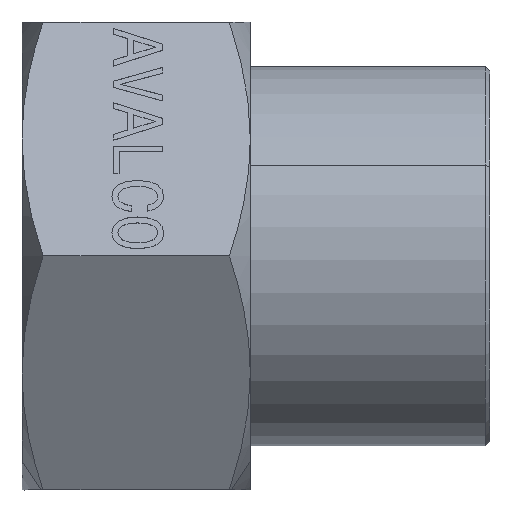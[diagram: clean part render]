
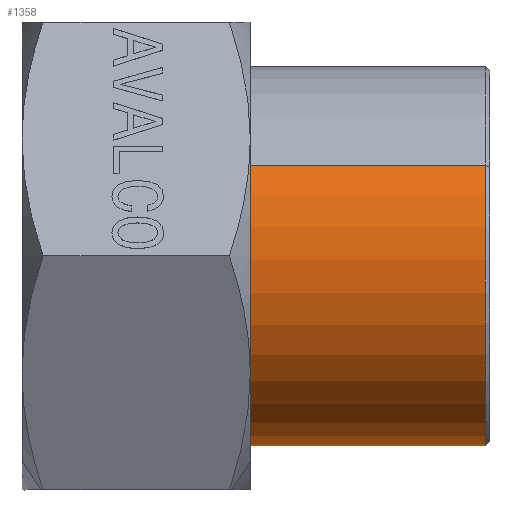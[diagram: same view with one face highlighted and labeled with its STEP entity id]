
A CAD part, left-side view. The second image highlights one B-rep face of the part: STEP entity #1358.
In plain terms, the highlighted cylindrical face has radius 16.625 mm (diameter 33.249 mm), a partial arc.
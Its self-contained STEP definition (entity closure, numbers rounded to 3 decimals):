
#1297=CARTESIAN_POINT('Axis2P3D Location',(0.,21.,0.)) ;
#1301=CARTESIAN_POINT('Vertex',(14.589,21.,-7.97)) ;
#1303=CARTESIAN_POINT('Vertex',(-14.589,21.,7.97)) ;
#1316=CARTESIAN_POINT('Axis2P3D Location',(0.,10.5,0.)) ;
#1321=CARTESIAN_POINT('Line Origine',(14.589,10.5,-7.97)) ;
#1325=CARTESIAN_POINT('Vertex',(14.589,0.4,-7.97)) ;
#1328=CARTESIAN_POINT('Line Origine',(-14.589,10.5,7.97)) ;
#1332=CARTESIAN_POINT('Vertex',(-14.589,0.4,7.97)) ;
#1347=CARTESIAN_POINT('Axis2P3D Location',(0.,0.4,0.)) ;
#1298=DIRECTION('Axis2P3D Direction',(0.,1.,0.)) ;
#1317=DIRECTION('Axis2P3D Direction',(0.,1.,0.)) ;
#1318=DIRECTION('Axis2P3D XDirection',(-0.878,0.,0.479)) ;
#1322=DIRECTION('Vector Direction',(0.,1.,0.)) ;
#1329=DIRECTION('Vector Direction',(0.,1.,0.)) ;
#1348=DIRECTION('Axis2P3D Direction',(0.,1.,0.)) ;
#1299=AXIS2_PLACEMENT_3D('Circle Axis2P3D',#1297,#1298,$) ;
#1319=AXIS2_PLACEMENT_3D('Cylinder Axis2P3D',#1316,#1317,#1318) ;
#1349=AXIS2_PLACEMENT_3D('Circle Axis2P3D',#1347,#1348,$) ;
#1353=ORIENTED_EDGE('',*,*,#1334,.F.) ;
#1354=ORIENTED_EDGE('',*,*,#1305,.F.) ;
#1355=ORIENTED_EDGE('',*,*,#1327,.T.) ;
#1356=ORIENTED_EDGE('',*,*,#1351,.T.) ;
#1323=VECTOR('Line Direction',#1322,1.) ;
#1330=VECTOR('Line Direction',#1329,1.) ;
#1358=ADVANCED_FACE('Corps principal',(#1357),#1320,.T.) ;
#1300=CIRCLE('generated circle',#1299,16.625) ;
#1350=CIRCLE('generated circle',#1349,16.625) ;
#1320=CYLINDRICAL_SURFACE('generated cylinder',#1319,16.625) ;
#1305=EDGE_CURVE('',#1302,#1304,#1300,.T.) ;
#1327=EDGE_CURVE('',#1302,#1326,#1324,.F.) ;
#1334=EDGE_CURVE('',#1304,#1333,#1331,.F.) ;
#1351=EDGE_CURVE('',#1326,#1333,#1350,.T.) ;
#1352=EDGE_LOOP('',(#1353,#1354,#1355,#1356)) ;
#1357=FACE_OUTER_BOUND('',#1352,.T.) ;
#1324=LINE('Line',#1321,#1323) ;
#1331=LINE('Line',#1328,#1330) ;
#1302=VERTEX_POINT('',#1301) ;
#1304=VERTEX_POINT('',#1303) ;
#1326=VERTEX_POINT('',#1325) ;
#1333=VERTEX_POINT('',#1332) ;
